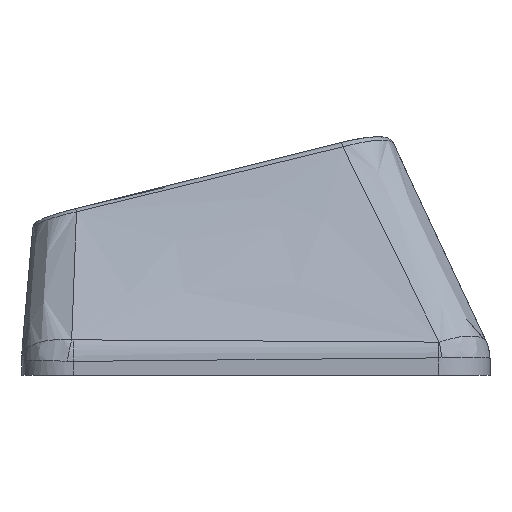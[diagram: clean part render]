
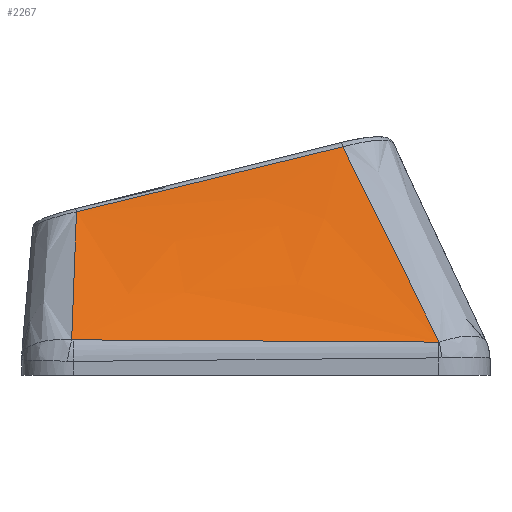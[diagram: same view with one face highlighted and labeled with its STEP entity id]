
A CAD part, left-side view. The second image highlights one B-rep face of the part: STEP entity #2267.
In plain terms, the highlighted free-form (B-spline) face has degree [3, 3] with [4, 4] control points.
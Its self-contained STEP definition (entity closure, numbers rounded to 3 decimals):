
#370=FACE_OUTER_BOUND('',#489,.T.);
#489=EDGE_LOOP('',(#1694,#1695,#1696,#1697,#1698,#1699));
#698=B_SPLINE_CURVE_WITH_KNOTS('',3,(#4245,#4246,#4247,#4248),
 .UNSPECIFIED.,.F.,.F.,(4,4),(0.,0.003),
 .UNSPECIFIED.);
#700=B_SPLINE_CURVE_WITH_KNOTS('',3,(#4272,#4273,#4274,#4275),
 .UNSPECIFIED.,.F.,.F.,(4,4),(0.,1.416),.UNSPECIFIED.);
#702=B_SPLINE_CURVE_WITH_KNOTS('',3,(#4299,#4300,#4301,#4302),
 .UNSPECIFIED.,.F.,.F.,(4,4),(0.,0.006),
 .UNSPECIFIED.);
#717=B_SPLINE_CURVE_WITH_KNOTS('',3,(#4578,#4579,#4580,#4581),
 .UNSPECIFIED.,.F.,.F.,(4,4),(0.024,0.935),
 .UNSPECIFIED.);
#718=B_SPLINE_CURVE_WITH_KNOTS('',3,(#4583,#4584,#4585,#4586),
 .UNSPECIFIED.,.F.,.F.,(4,4),(-1.063,0.),.UNSPECIFIED.);
#719=B_SPLINE_CURVE_WITH_KNOTS('',3,(#4587,#4588,#4589,#4590),
 .UNSPECIFIED.,.F.,.F.,(4,4),(-0.618,-0.018),
 .UNSPECIFIED.);
#923=VERTEX_POINT('',#4207);
#925=VERTEX_POINT('',#4238);
#927=VERTEX_POINT('',#4265);
#929=VERTEX_POINT('',#4292);
#945=VERTEX_POINT('',#4577);
#946=VERTEX_POINT('',#4582);
#1203=EDGE_CURVE('',#923,#925,#698,.T.);
#1206=EDGE_CURVE('',#925,#927,#700,.T.);
#1209=EDGE_CURVE('',#927,#929,#702,.T.);
#1233=EDGE_CURVE('',#945,#923,#717,.T.);
#1234=EDGE_CURVE('',#946,#945,#718,.T.);
#1235=EDGE_CURVE('',#929,#946,#719,.T.);
#1694=ORIENTED_EDGE('',*,*,#1209,.F.);
#1695=ORIENTED_EDGE('',*,*,#1206,.F.);
#1696=ORIENTED_EDGE('',*,*,#1203,.F.);
#1697=ORIENTED_EDGE('',*,*,#1233,.F.);
#1698=ORIENTED_EDGE('',*,*,#1234,.F.);
#1699=ORIENTED_EDGE('',*,*,#1235,.F.);
#2209=B_SPLINE_SURFACE_WITH_KNOTS('',3,3,((#4561,#4562,#4563,#4564),(#4565,
#4566,#4567,#4568),(#4569,#4570,#4571,#4572),(#4573,#4574,#4575,#4576)),
 .UNSPECIFIED.,.F.,.F.,.F.,(4,4),(4,4),(0.101,0.894),
(0.025,0.964),.UNSPECIFIED.);
#2267=ADVANCED_FACE('',(#370),#2209,.T.);
#4207=CARTESIAN_POINT('',(-20.855,-7.111,0.294));
#4238=CARTESIAN_POINT('',(-20.856,-7.076,0.292));
#4245=CARTESIAN_POINT('Ctrl Pts',(-20.855,-7.111,0.294));
#4246=CARTESIAN_POINT('Ctrl Pts',(-20.856,-7.1,0.292));
#4247=CARTESIAN_POINT('Ctrl Pts',(-20.856,-7.088,0.291));
#4248=CARTESIAN_POINT('Ctrl Pts',(-20.856,-7.076,0.292));
#4265=CARTESIAN_POINT('',(-20.732,7.092,0.379));
#4272=CARTESIAN_POINT('Ctrl Pts',(-20.856,-7.076,0.292));
#4273=CARTESIAN_POINT('Ctrl Pts',(-20.831,-2.355,0.316));
#4274=CARTESIAN_POINT('Ctrl Pts',(-20.798,2.367,0.345));
#4275=CARTESIAN_POINT('Ctrl Pts',(-20.732,7.092,0.379));
#4292=CARTESIAN_POINT('',(-20.727,7.152,0.385));
#4299=CARTESIAN_POINT('Ctrl Pts',(-20.732,7.092,0.379));
#4300=CARTESIAN_POINT('Ctrl Pts',(-20.732,7.112,0.38));
#4301=CARTESIAN_POINT('Ctrl Pts',(-20.73,7.132,0.382));
#4302=CARTESIAN_POINT('Ctrl Pts',(-20.727,7.152,0.385));
#4561=CARTESIAN_POINT('Ctrl Pts',(-17.412,-3.785,7.971));
#4562=CARTESIAN_POINT('Ctrl Pts',(-18.56,-4.894,5.411));
#4563=CARTESIAN_POINT('Ctrl Pts',(-19.708,-6.003,2.852));
#4564=CARTESIAN_POINT('Ctrl Pts',(-20.856,-7.112,0.292));
#4565=CARTESIAN_POINT('Ctrl Pts',(-17.412,-0.131,
7.084));
#4566=CARTESIAN_POINT('Ctrl Pts',(-18.56,-0.873,
4.809));
#4567=CARTESIAN_POINT('Ctrl Pts',(-19.708,-1.615,2.534));
#4568=CARTESIAN_POINT('Ctrl Pts',(-20.856,-2.358,0.259));
#4569=CARTESIAN_POINT('Ctrl Pts',(-17.412,3.523,6.196));
#4570=CARTESIAN_POINT('Ctrl Pts',(-18.56,3.148,4.206));
#4571=CARTESIAN_POINT('Ctrl Pts',(-19.708,2.772,2.217));
#4572=CARTESIAN_POINT('Ctrl Pts',(-20.856,2.397,0.227));
#4573=CARTESIAN_POINT('Ctrl Pts',(-17.412,7.177,5.309));
#4574=CARTESIAN_POINT('Ctrl Pts',(-18.56,7.168,3.604));
#4575=CARTESIAN_POINT('Ctrl Pts',(-19.708,7.16,1.899));
#4576=CARTESIAN_POINT('Ctrl Pts',(-20.856,7.151,0.194));
#4577=CARTESIAN_POINT('',(-17.412,-3.359,7.868));
#4578=CARTESIAN_POINT('Ctrl Pts',(-17.412,-3.359,7.868));
#4579=CARTESIAN_POINT('Ctrl Pts',(-18.575,-4.621,5.353));
#4580=CARTESIAN_POINT('Ctrl Pts',(-19.719,-5.869,2.826));
#4581=CARTESIAN_POINT('Ctrl Pts',(-20.855,-7.111,0.294));
#4582=CARTESIAN_POINT('',(-17.42,6.967,5.348));
#4583=CARTESIAN_POINT('Ctrl Pts',(-17.42,6.967,5.348));
#4584=CARTESIAN_POINT('Ctrl Pts',(-17.419,3.524,6.182));
#4585=CARTESIAN_POINT('Ctrl Pts',(-17.415,0.082,
7.024));
#4586=CARTESIAN_POINT('Ctrl Pts',(-17.412,-3.359,7.868));
#4587=CARTESIAN_POINT('Ctrl Pts',(-20.727,7.152,0.385));
#4588=CARTESIAN_POINT('Ctrl Pts',(-19.617,7.074,2.035));
#4589=CARTESIAN_POINT('Ctrl Pts',(-18.515,7.009,3.69));
#4590=CARTESIAN_POINT('Ctrl Pts',(-17.42,6.967,5.348));
